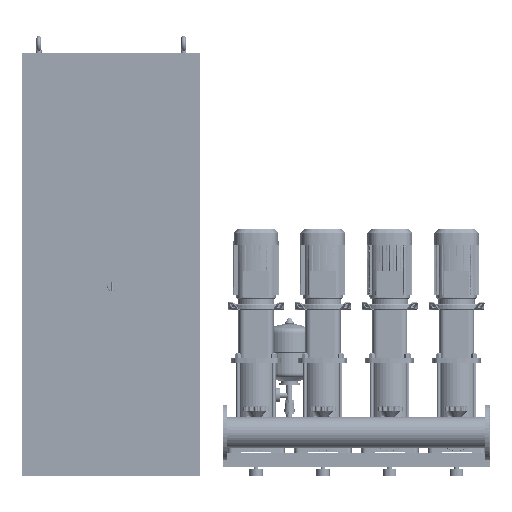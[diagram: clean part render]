
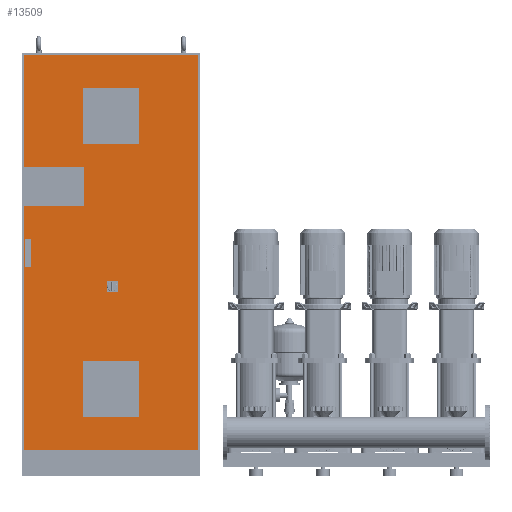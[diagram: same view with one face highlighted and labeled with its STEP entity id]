
A CAD part, front view. The second image highlights one B-rep face of the part: STEP entity #13509.
In plain terms, the highlighted planar face has unit normal (0, -1, 0).
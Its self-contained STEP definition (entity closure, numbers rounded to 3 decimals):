
#12627=CARTESIAN_POINT('',(-858.0,-237.5,940.0));
#12628=VERTEX_POINT('',#12627);
#12635=CARTESIAN_POINT('',(-858.0,-237.5,1065.0));
#12636=VERTEX_POINT('',#12635);
#12637=CARTESIAN_POINT('',(-858.0,-237.5,1065.0));
#12638=DIRECTION('',(0.0,0.0,-1.0));
#12639=VECTOR('',#12638,125.0);
#12640=LINE('',#12637,#12639);
#12641=EDGE_CURVE('',#12636,#12628,#12640,.T.);
#12665=CARTESIAN_POINT('',(-888.0,-237.5,940.0));
#12666=VERTEX_POINT('',#12665);
#12673=CARTESIAN_POINT('',(-858.0,-237.5,940.0));
#12674=DIRECTION('',(-1.0,0.0,0.0));
#12675=VECTOR('',#12674,30.0);
#12676=LINE('',#12673,#12675);
#12677=EDGE_CURVE('',#12628,#12666,#12676,.T.);
#12696=CARTESIAN_POINT('',(-888.0,-237.5,1065.0));
#12697=VERTEX_POINT('',#12696);
#12704=CARTESIAN_POINT('',(-888.0,-237.5,940.0));
#12705=DIRECTION('',(0.0,0.0,1.0));
#12706=VECTOR('',#12705,125.0);
#12707=LINE('',#12704,#12706);
#12708=EDGE_CURVE('',#12666,#12697,#12707,.T.);
#12726=CARTESIAN_POINT('',(-888.0,-237.5,1065.0));
#12727=DIRECTION('',(1.0,0.0,0.0));
#12728=VECTOR('',#12727,30.0);
#12729=LINE('',#12726,#12728);
#12730=EDGE_CURVE('',#12697,#12636,#12729,.T.);
#12793=CARTESIAN_POINT('',(-890.0,-237.5,1210.0));
#12794=VERTEX_POINT('',#12793);
#12811=CARTESIAN_POINT('',(-890.0,-237.5,115.0));
#12812=VERTEX_POINT('',#12811);
#12819=CARTESIAN_POINT('',(-890.0,-237.5,115.0));
#12820=DIRECTION('',(0.0,0.0,1.0));
#12821=VECTOR('',#12820,1095.0);
#12822=LINE('',#12819,#12821);
#12823=EDGE_CURVE('',#12812,#12794,#12822,.T.);
#12841=CARTESIAN_POINT('',(-620.0,-237.5,1385.0));
#12842=VERTEX_POINT('',#12841);
#12849=CARTESIAN_POINT('',(-890.0,-237.5,1385.0));
#12850=VERTEX_POINT('',#12849);
#12851=CARTESIAN_POINT('',(-890.0,-237.5,1385.0));
#12852=DIRECTION('',(1.0,0.0,0.0));
#12853=VECTOR('',#12852,270.0);
#12854=LINE('',#12851,#12853);
#12855=EDGE_CURVE('',#12850,#12842,#12854,.T.);
#12888=CARTESIAN_POINT('',(-620.0,-237.5,1210.0));
#12889=VERTEX_POINT('',#12888);
#12896=CARTESIAN_POINT('',(-620.0,-237.5,1385.0));
#12897=DIRECTION('',(0.0,0.0,-1.0));
#12898=VECTOR('',#12897,175.0);
#12899=LINE('',#12896,#12898);
#12900=EDGE_CURVE('',#12842,#12889,#12899,.T.);
#12925=CARTESIAN_POINT('',(-620.0,-237.5,1210.0));
#12926=DIRECTION('',(-1.0,0.0,0.0));
#12927=VECTOR('',#12926,270.0);
#12928=LINE('',#12925,#12927);
#12929=EDGE_CURVE('',#12889,#12794,#12928,.T.);
#12968=CARTESIAN_POINT('',(-375.,-237.5,1740.0));
#12969=VERTEX_POINT('',#12968);
#12976=CARTESIAN_POINT('',(-625.,-237.5,1740.0));
#12977=VERTEX_POINT('',#12976);
#12978=CARTESIAN_POINT('',(-625.,-237.5,1740.0));
#12979=DIRECTION('',(1.0,0.0,0.0));
#12980=VECTOR('',#12979,250.0);
#12981=LINE('',#12978,#12980);
#12982=EDGE_CURVE('',#12977,#12969,#12981,.T.);
#13006=CARTESIAN_POINT('',(-375.,-237.5,1490.0));
#13007=VERTEX_POINT('',#13006);
#13014=CARTESIAN_POINT('',(-375.,-237.5,1740.0));
#13015=DIRECTION('',(0.0,0.0,-1.0));
#13016=VECTOR('',#13015,250.0);
#13017=LINE('',#13014,#13016);
#13018=EDGE_CURVE('',#12969,#13007,#13017,.T.);
#13037=CARTESIAN_POINT('',(-625.0,-237.5,1490.0));
#13038=VERTEX_POINT('',#13037);
#13045=CARTESIAN_POINT('',(-375.,-237.5,1490.0));
#13046=DIRECTION('',(-1.0,0.0,0.0));
#13047=VECTOR('',#13046,250.);
#13048=LINE('',#13045,#13047);
#13049=EDGE_CURVE('',#13007,#13038,#13048,.T.);
#13067=CARTESIAN_POINT('',(-625.0,-237.5,1490.0));
#13068=DIRECTION('',(0.0,0.0,1.0));
#13069=VECTOR('',#13068,250.0);
#13070=LINE('',#13067,#13069);
#13071=EDGE_CURVE('',#13038,#12977,#13070,.T.);
#13104=CARTESIAN_POINT('',(-375.0,-237.5,265.0));
#13105=VERTEX_POINT('',#13104);
#13112=CARTESIAN_POINT('',(-375.0,-237.5,515.0));
#13113=VERTEX_POINT('',#13112);
#13114=CARTESIAN_POINT('',(-375.0,-237.5,515.0));
#13115=DIRECTION('',(0.0,0.0,-1.0));
#13116=VECTOR('',#13115,250.0);
#13117=LINE('',#13114,#13116);
#13118=EDGE_CURVE('',#13113,#13105,#13117,.T.);
#13142=CARTESIAN_POINT('',(-625.,-237.5,265.0));
#13143=VERTEX_POINT('',#13142);
#13150=CARTESIAN_POINT('',(-375.0,-237.5,265.0));
#13151=DIRECTION('',(-1.0,0.0,0.0));
#13152=VECTOR('',#13151,250.);
#13153=LINE('',#13150,#13152);
#13154=EDGE_CURVE('',#13105,#13143,#13153,.T.);
#13173=CARTESIAN_POINT('',(-625.0,-237.5,515.0));
#13174=VERTEX_POINT('',#13173);
#13181=CARTESIAN_POINT('',(-625.,-237.5,265.0));
#13182=DIRECTION('',(0.0,0.0,1.0));
#13183=VECTOR('',#13182,250.0);
#13184=LINE('',#13181,#13183);
#13185=EDGE_CURVE('',#13143,#13174,#13184,.T.);
#13203=CARTESIAN_POINT('',(-625.0,-237.5,515.0));
#13204=DIRECTION('',(1.0,0.0,0.0));
#13205=VECTOR('',#13204,250.0);
#13206=LINE('',#13203,#13205);
#13207=EDGE_CURVE('',#13174,#13113,#13206,.T.);
#13366=CARTESIAN_POINT('',(-110.,-237.5,1890.0));
#13367=VERTEX_POINT('',#13366);
#13368=CARTESIAN_POINT('',(-110.0,-237.5,115.0));
#13369=VERTEX_POINT('',#13368);
#13370=CARTESIAN_POINT('',(-110.,-237.5,1890.0));
#13371=DIRECTION('',(0.0,0.0,-1.0));
#13372=VECTOR('',#13371,1775.0);
#13373=LINE('',#13370,#13372);
#13374=EDGE_CURVE('',#13367,#13369,#13373,.T.);
#13406=CARTESIAN_POINT('',(-110.0,-237.5,115.0));
#13407=DIRECTION('',(-1.0,0.0,0.0));
#13408=VECTOR('',#13407,780.0);
#13409=LINE('',#13406,#13408);
#13410=EDGE_CURVE('',#13369,#12812,#13409,.T.);
#13429=CARTESIAN_POINT('',(-890.0,-237.5,1890.0));
#13430=VERTEX_POINT('',#13429);
#13431=CARTESIAN_POINT('',(-890.0,-237.5,1385.0));
#13432=DIRECTION('',(0.0,0.0,1.0));
#13433=VECTOR('',#13432,505.0);
#13434=LINE('',#13431,#13433);
#13435=EDGE_CURVE('',#12850,#13430,#13434,.T.);
#13459=CARTESIAN_POINT('',(-890.0,-237.5,1890.0));
#13460=DIRECTION('',(1.0,0.0,0.0));
#13461=VECTOR('',#13460,780.);
#13462=LINE('',#13459,#13461);
#13463=EDGE_CURVE('',#13430,#13367,#13462,.T.);
#13476=CARTESIAN_POINT('',(-500.,-237.5,1002.5));
#13477=DIRECTION('',(0.0,1.0,0.0));
#13478=DIRECTION('',(0.0,0.0,1.0));
#13479=AXIS2_PLACEMENT_3D('',#13476,#13477,#13478);
#13480=PLANE('',#13479);
#13481=ORIENTED_EDGE('',*,*,#12929,.T.);
#13482=ORIENTED_EDGE('',*,*,#12823,.F.);
#13483=ORIENTED_EDGE('',*,*,#13410,.F.);
#13484=ORIENTED_EDGE('',*,*,#13374,.F.);
#13485=ORIENTED_EDGE('',*,*,#13463,.F.);
#13486=ORIENTED_EDGE('',*,*,#13435,.F.);
#13487=ORIENTED_EDGE('',*,*,#12855,.T.);
#13488=ORIENTED_EDGE('',*,*,#12900,.T.);
#13489=EDGE_LOOP('',(#13481,#13482,#13483,#13484,#13485,#13486,#13487,#13488));
#13490=FACE_OUTER_BOUND('',#13489,.T.);
#13491=ORIENTED_EDGE('',*,*,#12641,.T.);
#13492=ORIENTED_EDGE('',*,*,#12677,.T.);
#13493=ORIENTED_EDGE('',*,*,#12708,.T.);
#13494=ORIENTED_EDGE('',*,*,#12730,.T.);
#13495=EDGE_LOOP('',(#13491,#13492,#13493,#13494));
#13496=FACE_BOUND('',#13495,.T.);
#13497=ORIENTED_EDGE('',*,*,#12982,.T.);
#13498=ORIENTED_EDGE('',*,*,#13018,.T.);
#13499=ORIENTED_EDGE('',*,*,#13049,.T.);
#13500=ORIENTED_EDGE('',*,*,#13071,.T.);
#13501=EDGE_LOOP('',(#13497,#13498,#13499,#13500));
#13502=FACE_BOUND('',#13501,.T.);
#13503=ORIENTED_EDGE('',*,*,#13118,.T.);
#13504=ORIENTED_EDGE('',*,*,#13154,.T.);
#13505=ORIENTED_EDGE('',*,*,#13185,.T.);
#13506=ORIENTED_EDGE('',*,*,#13207,.T.);
#13507=EDGE_LOOP('',(#13503,#13504,#13505,#13506));
#13508=FACE_BOUND('',#13507,.T.);
#13509=ADVANCED_FACE('',(#13490,#13496,#13502,#13508),#13480,.F.);
